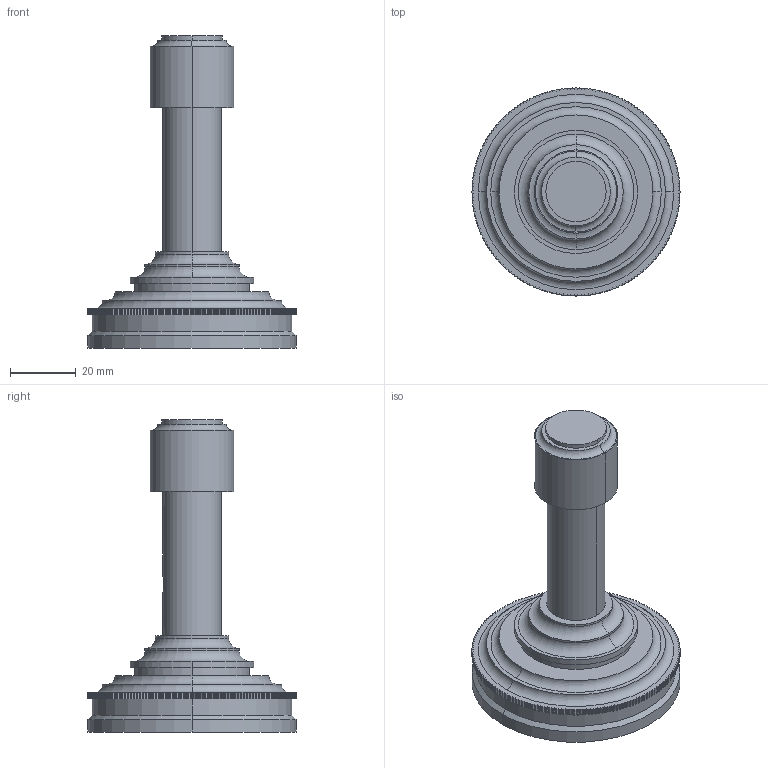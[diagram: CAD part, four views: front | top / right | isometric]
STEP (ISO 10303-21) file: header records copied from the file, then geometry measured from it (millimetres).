
FILE_DESCRIPTION((''),'2;1');
FILE_NAME('29-12_WEB','2010-07-07T',('pnmurthy'),(''),'PRO/ENGINEER BY PARAMETRIC TECHNOLOGY CORPORATION, 2009300','PRO/ENGINEER BY PARAMETRIC TECHNOLOGY CORPORATION, 2009300','');
FILE_SCHEMA(('CONFIG_CONTROL_DESIGN'));
Length unit declared in the file: inch
Products named in the file (1): 29-12_WEB
Bounding box: 63.5 x 63.5 x 95.25 mm (x, y, z)
Surface area: 27375.4 mm2 (no closed solid volume)
Topology: 0 solids, 11 shells, 584 faces, 1712 edges, 1139 vertices
Faces by surface type: plane 372, cylinder 198, torus 10, cone 4
Entity records: 19433 total; most frequent: CARTESIAN_POINT 3501, ORIENTED_EDGE 3397, DIRECTION 3297, EDGE_CURVE 1712, VECTOR 1283, LINE 1283, VERTEX_POINT 1139, AXIS2_PLACEMENT_3D 1007
